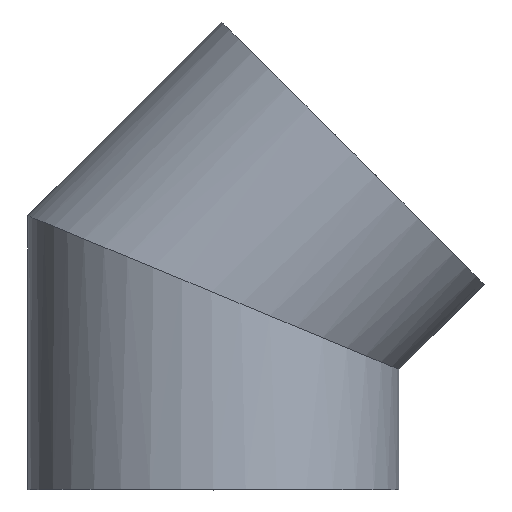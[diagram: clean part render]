
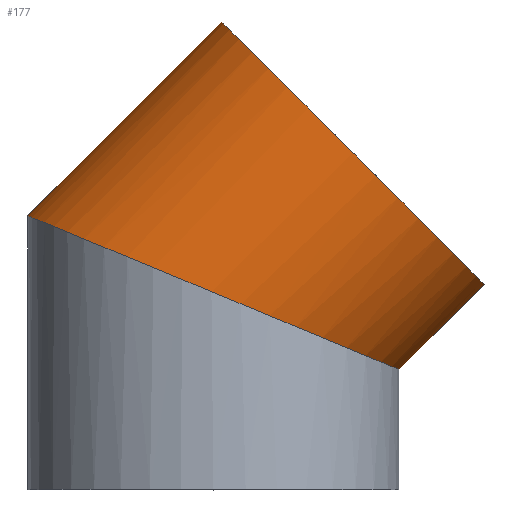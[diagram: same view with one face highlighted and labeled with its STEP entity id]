
A CAD part, top view. The second image highlights one B-rep face of the part: STEP entity #177.
In plain terms, the highlighted cylindrical face has radius 96 mm (diameter 192 mm), a partial arc.
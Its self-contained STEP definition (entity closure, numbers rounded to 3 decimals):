
#5 = FACE_OUTER_BOUND ( 'NONE', #164, .T. ) ;
#7 = CARTESIAN_POINT ( 'NONE',  ( -129.812, 107.849, 0. ) ) ;
#11 = DIRECTION ( 'NONE',  ( 0., 0., 1. ) ) ;
#13 = CARTESIAN_POINT ( 'NONE',  ( 72.221, 174.118, 0. ) ) ;
#31 = LINE ( 'NONE', #7, #88 ) ;
#33 = EDGE_CURVE ( 'NONE', #212, #255, #145, .T. ) ;
#34 = DIRECTION ( 'NONE',  ( -0.707, 0.707, 0. ) ) ;
#47 = ORIENTED_EDGE ( 'NONE', *, *, #157, .F. ) ;
#48 = CARTESIAN_POINT ( 'NONE',  ( 5.952, -27.916, 0. ) ) ;
#52 = CARTESIAN_POINT ( 'NONE',  ( -61.93, 39.967, 0. ) ) ;
#71 = EDGE_CURVE ( 'NONE', #294, #248, #31, .T. ) ;
#75 = AXIS2_PLACEMENT_3D ( 'NONE', #13, #272, #11 ) ;
#76 = CARTESIAN_POINT ( 'NONE',  ( -96., 141.661, 192. ) ) ;
#81 = CARTESIAN_POINT ( 'NONE',  ( 96., 62.132, 0. ) ) ;
#84 = ORIENTED_EDGE ( 'NONE', *, *, #33, .T. ) ;
#88 = VECTOR ( 'NONE', #116, 1000. ) ;
#89 = CARTESIAN_POINT ( 'NONE',  ( 140.104, 106.235, 0. ) ) ;
#100 = ORIENTED_EDGE ( 'NONE', *, *, #297, .F. ) ;
#115 = CARTESIAN_POINT ( 'NONE',  ( 4.339, 242., 0. ) ) ;
#116 = DIRECTION ( 'NONE',  ( 0.707, 0.707, 0. ) ) ;
#144 = CIRCLE ( 'NONE', #75, 96. ) ;
#145 = LINE ( 'NONE', #48, #232 ) ;
#152 = DIRECTION ( 'NONE',  ( 0.707, 0.707, 0. ) ) ;
#157 = EDGE_CURVE ( 'NONE', #212, #294, #260, .T. ) ;
#164 = EDGE_LOOP ( 'NONE', ( #47, #84, #100, #175 ) ) ;
#175 = ORIENTED_EDGE ( 'NONE', *, *, #71, .F. ) ;
#176 = CARTESIAN_POINT ( 'NONE',  ( -96., 141.661, 0. ) ) ;
#177 = ADVANCED_FACE ( 'NONE', ( #5 ), #195, .T. ) ;
#195 = CYLINDRICAL_SURFACE ( 'NONE', #257, 96. ) ;
#197 = CARTESIAN_POINT ( 'NONE',  ( 96., 62.132, 192. ) ) ;
#212 = VERTEX_POINT ( 'NONE', #81 ) ;
#217 = CARTESIAN_POINT ( 'NONE',  ( 96., 62.132, 0. ) ) ;
#232 = VECTOR ( 'NONE', #261, 1000. ) ;
#248 = VERTEX_POINT ( 'NONE', #115 ) ;
#255 = VERTEX_POINT ( 'NONE', #89 ) ;
#257 = AXIS2_PLACEMENT_3D ( 'NONE', #52, #152, #34 ) ;
#260 =( BOUNDED_CURVE ( )  B_SPLINE_CURVE ( 3, ( #217, #197, #76, #176 ),
 .UNSPECIFIED., .F., .F. ) 
 B_SPLINE_CURVE_WITH_KNOTS ( ( 4, 4 ),
 ( 3.142, 6.283 ),
 .UNSPECIFIED. ) 
 CURVE ( )  GEOMETRIC_REPRESENTATION_ITEM ( )  RATIONAL_B_SPLINE_CURVE ( ( 1., 0.333, 0.333, 1. ) ) 
 REPRESENTATION_ITEM ( '' )  );
#261 = DIRECTION ( 'NONE',  ( 0.707, 0.707, 0. ) ) ;
#272 = DIRECTION ( 'NONE',  ( 0.707, 0.707, 0. ) ) ;
#279 = CARTESIAN_POINT ( 'NONE',  ( -96., 141.661, 0. ) ) ;
#294 = VERTEX_POINT ( 'NONE', #279 ) ;
#297 = EDGE_CURVE ( 'NONE', #248, #255, #144, .T. ) ;
